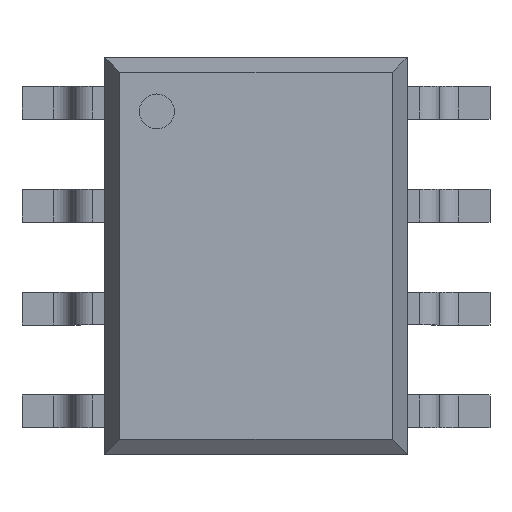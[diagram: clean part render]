
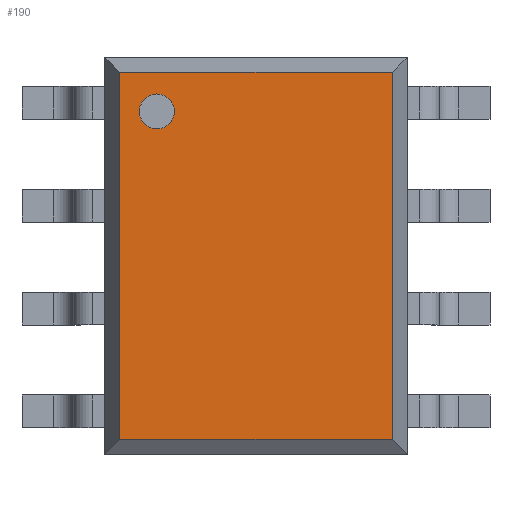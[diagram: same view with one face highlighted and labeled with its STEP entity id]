
A CAD part, top view. The second image highlights one B-rep face of the part: STEP entity #190.
In plain terms, the highlighted planar face has unit normal (0, 0, 1).
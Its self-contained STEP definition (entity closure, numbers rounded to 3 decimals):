
#35 = VERTEX_POINT('',#36);
#36 = CARTESIAN_POINT('',(-1.296,1.582,1.446));
#42 = EDGE_CURVE('',#43,#35,#45,.T.);
#43 = VERTEX_POINT('',#44);
#44 = CARTESIAN_POINT('',(-1.296,2.013,1.446));
#45 = CIRCLE('',#46,0.216);
#46 = AXIS2_PLACEMENT_3D('',#47,#48,#49);
#47 = CARTESIAN_POINT('',(-1.296,1.798,1.446));
#48 = DIRECTION('',(0.,0.,1.));
#49 = DIRECTION('',(0.,-1.,0.));
#190 = ADVANCED_FACE('',(#191,#201),#235,.F.);
#191 = FACE_BOUND('',#192,.T.);
#192 = EDGE_LOOP('',(#193,#200));
#193 = ORIENTED_EDGE('',*,*,#194,.F.);
#194 = EDGE_CURVE('',#35,#43,#195,.T.);
#195 = CIRCLE('',#196,0.216);
#196 = AXIS2_PLACEMENT_3D('',#197,#198,#199);
#197 = CARTESIAN_POINT('',(-1.296,1.798,1.446));
#198 = DIRECTION('',(0.,0.,1.));
#199 = DIRECTION('',(0.,-1.,0.));
#200 = ORIENTED_EDGE('',*,*,#42,.F.);
#201 = FACE_BOUND('',#202,.T.);
#202 = EDGE_LOOP('',(#203,#213,#221,#229));
#203 = ORIENTED_EDGE('',*,*,#204,.T.);
#204 = EDGE_CURVE('',#205,#207,#209,.T.);
#205 = VERTEX_POINT('',#206);
#206 = CARTESIAN_POINT('',(1.611,-2.252,1.446));
#207 = VERTEX_POINT('',#208);
#208 = CARTESIAN_POINT('',(1.611,2.28,1.446));
#209 = LINE('',#210,#211);
#210 = CARTESIAN_POINT('',(1.611,2.465,1.446));
#211 = VECTOR('',#212,1.);
#212 = DIRECTION('',(0.,1.,0.));
#213 = ORIENTED_EDGE('',*,*,#214,.T.);
#214 = EDGE_CURVE('',#207,#215,#217,.T.);
#215 = VERTEX_POINT('',#216);
#216 = CARTESIAN_POINT('',(-1.753,2.28,1.446));
#217 = LINE('',#218,#219);
#218 = CARTESIAN_POINT('',(1.796,2.28,1.446));
#219 = VECTOR('',#220,1.);
#220 = DIRECTION('',(-1.,0.,0.));
#221 = ORIENTED_EDGE('',*,*,#222,.T.);
#222 = EDGE_CURVE('',#215,#223,#225,.T.);
#223 = VERTEX_POINT('',#224);
#224 = CARTESIAN_POINT('',(-1.753,-2.252,1.446));
#225 = LINE('',#226,#227);
#226 = CARTESIAN_POINT('',(-1.753,-2.437,1.446));
#227 = VECTOR('',#228,1.);
#228 = DIRECTION('',(0.,-1.,0.));
#229 = ORIENTED_EDGE('',*,*,#230,.T.);
#230 = EDGE_CURVE('',#223,#205,#231,.T.);
#231 = LINE('',#232,#233);
#232 = CARTESIAN_POINT('',(1.796,-2.252,1.446));
#233 = VECTOR('',#234,1.);
#234 = DIRECTION('',(1.,0.,0.));
#235 = PLANE('',#236);
#236 = AXIS2_PLACEMENT_3D('',#237,#238,#239);
#237 = CARTESIAN_POINT('',(1.796,-2.437,1.446));
#238 = DIRECTION('',(0.,0.,-1.));
#239 = DIRECTION('',(0.,1.,0.));
